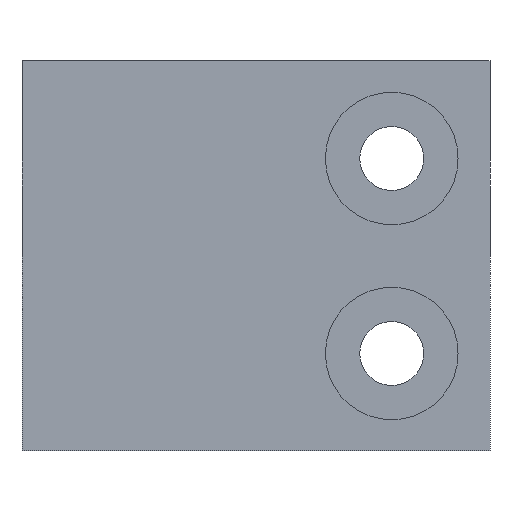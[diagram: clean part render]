
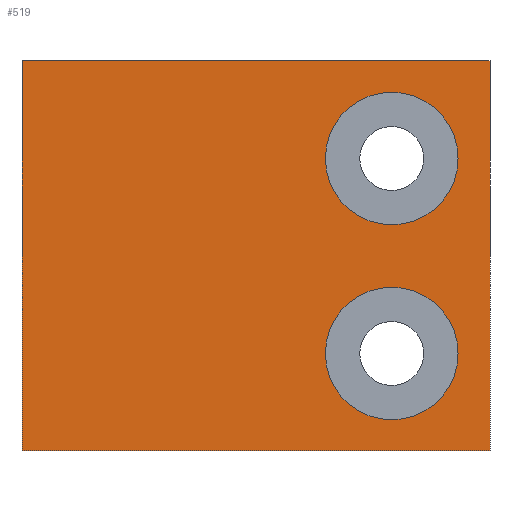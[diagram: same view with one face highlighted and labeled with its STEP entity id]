
A CAD part, front view. The second image highlights one B-rep face of the part: STEP entity #519.
In plain terms, the highlighted planar face has unit normal (0, -1, 0).
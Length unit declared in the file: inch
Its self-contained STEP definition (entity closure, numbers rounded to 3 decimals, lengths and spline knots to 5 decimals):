
#5 = DIRECTION ( 'NONE',  ( 0., -1., 0. ) ) ;
#7 = CARTESIAN_POINT ( 'NONE',  ( 0.6, -0.0325, 0.5 ) ) ;
#15 = CARTESIAN_POINT ( 'NONE',  ( 0.6, -0.0325, 0.5 ) ) ;
#22 = ORIENTED_EDGE ( 'NONE', *, *, #199, .F. ) ;
#23 = CARTESIAN_POINT ( 'NONE',  ( -0.6, -0.0325, 0.5 ) ) ;
#35 = CARTESIAN_POINT ( 'NONE',  ( 0.348, -0.0325, 0.42 ) ) ;
#41 = LINE ( 'NONE', #452, #941 ) ;
#57 = CARTESIAN_POINT ( 'NONE',  ( 0.6, -0.0325, -0.5 ) ) ;
#60 = EDGE_CURVE ( 'NONE', #133, #768, #41, .T. ) ;
#65 = CIRCLE ( 'NONE', #1131, 0.17 ) ;
#125 = CIRCLE ( 'NONE', #237, 0.17 ) ;
#133 = VERTEX_POINT ( 'NONE', #652 ) ;
#182 = EDGE_LOOP ( 'NONE', ( #528, #824 ) ) ;
#191 = AXIS2_PLACEMENT_3D ( 'NONE', #727, #984, #366 ) ;
#198 = LINE ( 'NONE', #7, #434 ) ;
#199 = EDGE_CURVE ( 'NONE', #768, #891, #198, .T. ) ;
#203 = VERTEX_POINT ( 'NONE', #401 ) ;
#215 = DIRECTION ( 'NONE',  ( 0., 0., -1. ) ) ;
#220 = DIRECTION ( 'NONE',  ( 0., 0., -1. ) ) ;
#237 = AXIS2_PLACEMENT_3D ( 'NONE', #810, #838, #215 ) ;
#289 = CARTESIAN_POINT ( 'NONE',  ( 0.348, -0.0325, 0.25 ) ) ;
#296 = CARTESIAN_POINT ( 'NONE',  ( -0.6, -0.0325, -0.5 ) ) ;
#331 = ORIENTED_EDGE ( 'NONE', *, *, #1048, .F. ) ;
#366 = DIRECTION ( 'NONE',  ( 0., 0., -1. ) ) ;
#368 = VERTEX_POINT ( 'NONE', #1097 ) ;
#374 = EDGE_CURVE ( 'NONE', #368, #203, #65, .T. ) ;
#401 = CARTESIAN_POINT ( 'NONE',  ( 0.348, -0.0325, -0.08 ) ) ;
#410 = AXIS2_PLACEMENT_3D ( 'NONE', #289, #833, #581 ) ;
#423 = EDGE_CURVE ( 'NONE', #203, #368, #450, .T. ) ;
#434 = VECTOR ( 'NONE', #684, 39.37008 ) ;
#437 = EDGE_CURVE ( 'NONE', #891, #564, #899, .T. ) ;
#450 = CIRCLE ( 'NONE', #191, 0.17 ) ;
#452 = CARTESIAN_POINT ( 'NONE',  ( -0.6, -0.0325, 0.5 ) ) ;
#468 = EDGE_LOOP ( 'NONE', ( #961, #744 ) ) ;
#514 = CIRCLE ( 'NONE', #410, 0.17 ) ;
#519 = ADVANCED_FACE ( 'NONE', ( #924, #869, #1147 ), #940, .T. ) ;
#528 = ORIENTED_EDGE ( 'NONE', *, *, #635, .F. ) ;
#548 = CARTESIAN_POINT ( 'NONE',  ( -0.6, -0.0325, -0.5 ) ) ;
#564 = VERTEX_POINT ( 'NONE', #296 ) ;
#581 = DIRECTION ( 'NONE',  ( 0., 0., -1. ) ) ;
#609 = CARTESIAN_POINT ( 'NONE',  ( 0.348, -0.0325, 0.08 ) ) ;
#633 = DIRECTION ( 'NONE',  ( -1., 0., 0. ) ) ;
#635 = EDGE_CURVE ( 'NONE', #979, #1115, #125, .T. ) ;
#652 = CARTESIAN_POINT ( 'NONE',  ( -0.6, -0.0325, 0.5 ) ) ;
#671 = EDGE_CURVE ( 'NONE', #1115, #979, #514, .T. ) ;
#684 = DIRECTION ( 'NONE',  ( 0., 0., -1. ) ) ;
#727 = CARTESIAN_POINT ( 'NONE',  ( 0.348, -0.0325, -0.25 ) ) ;
#744 = ORIENTED_EDGE ( 'NONE', *, *, #374, .F. ) ;
#768 = VERTEX_POINT ( 'NONE', #15 ) ;
#803 = ORIENTED_EDGE ( 'NONE', *, *, #437, .F. ) ;
#810 = CARTESIAN_POINT ( 'NONE',  ( 0.348, -0.0325, 0.25 ) ) ;
#824 = ORIENTED_EDGE ( 'NONE', *, *, #671, .F. ) ;
#833 = DIRECTION ( 'NONE',  ( 0., -1., 0. ) ) ;
#838 = DIRECTION ( 'NONE',  ( 0., -1., 0. ) ) ;
#869 = FACE_OUTER_BOUND ( 'NONE', #1113, .T. ) ;
#891 = VERTEX_POINT ( 'NONE', #57 ) ;
#899 = LINE ( 'NONE', #548, #929 ) ;
#917 = VECTOR ( 'NONE', #1109, 39.37008 ) ;
#924 = FACE_BOUND ( 'NONE', #182, .T. ) ;
#928 = CARTESIAN_POINT ( 'NONE',  ( 0.348, -0.0325, -0.25 ) ) ;
#929 = VECTOR ( 'NONE', #633, 39.37008 ) ;
#940 = PLANE ( 'NONE',  #1040 ) ;
#941 = VECTOR ( 'NONE', #1032, 39.37008 ) ;
#961 = ORIENTED_EDGE ( 'NONE', *, *, #423, .F. ) ;
#979 = VERTEX_POINT ( 'NONE', #35 ) ;
#984 = DIRECTION ( 'NONE',  ( 0., -1., 0. ) ) ;
#986 = CARTESIAN_POINT ( 'NONE',  ( 0.6, -0.0325, -0.5 ) ) ;
#996 = DIRECTION ( 'NONE',  ( 0., 0., -1. ) ) ;
#1032 = DIRECTION ( 'NONE',  ( 1., 0., 0. ) ) ;
#1040 = AXIS2_PLACEMENT_3D ( 'NONE', #986, #5, #220 ) ;
#1048 = EDGE_CURVE ( 'NONE', #564, #133, #1169, .T. ) ;
#1097 = CARTESIAN_POINT ( 'NONE',  ( 0.348, -0.0325, -0.42 ) ) ;
#1109 = DIRECTION ( 'NONE',  ( 0., 0., 1. ) ) ;
#1113 = EDGE_LOOP ( 'NONE', ( #22, #1159, #331, #803 ) ) ;
#1115 = VERTEX_POINT ( 'NONE', #609 ) ;
#1131 = AXIS2_PLACEMENT_3D ( 'NONE', #928, #1143, #996 ) ;
#1143 = DIRECTION ( 'NONE',  ( 0., -1., 0. ) ) ;
#1147 = FACE_BOUND ( 'NONE', #468, .T. ) ;
#1159 = ORIENTED_EDGE ( 'NONE', *, *, #60, .F. ) ;
#1169 = LINE ( 'NONE', #23, #917 ) ;
